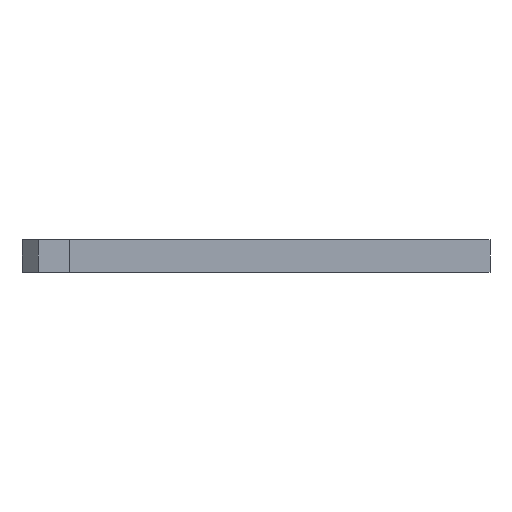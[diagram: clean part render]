
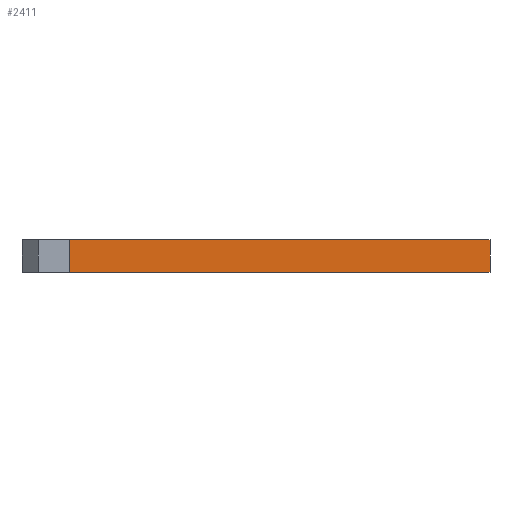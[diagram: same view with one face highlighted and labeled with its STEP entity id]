
A CAD part, front view. The second image highlights one B-rep face of the part: STEP entity #2411.
In plain terms, the highlighted planar face has unit normal (0, -1, 0).
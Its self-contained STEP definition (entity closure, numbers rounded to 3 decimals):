
#133=PLANE('',#2606);
#262=FACE_OUTER_BOUND('',#389,.T.);
#389=EDGE_LOOP('',(#2230,#2231,#2232,#2233));
#526=LINE('',#3597,#807);
#679=LINE('',#3939,#960);
#680=LINE('',#3942,#961);
#681=LINE('',#3943,#962);
#807=VECTOR('',#2899,10.);
#960=VECTOR('',#3244,10.);
#961=VECTOR('',#3247,10.);
#962=VECTOR('',#3248,10.);
#1150=VERTEX_POINT('',#3594);
#1151=VERTEX_POINT('',#3596);
#1244=VERTEX_POINT('',#3937);
#1245=VERTEX_POINT('',#3941);
#1418=EDGE_CURVE('',#1150,#1151,#526,.T.);
#1587=EDGE_CURVE('',#1150,#1244,#679,.T.);
#1588=EDGE_CURVE('',#1245,#1244,#680,.T.);
#1589=EDGE_CURVE('',#1151,#1245,#681,.T.);
#2230=ORIENTED_EDGE('',*,*,#1587,.T.);
#2231=ORIENTED_EDGE('',*,*,#1588,.F.);
#2232=ORIENTED_EDGE('',*,*,#1589,.F.);
#2233=ORIENTED_EDGE('',*,*,#1418,.F.);
#2411=ADVANCED_FACE('',(#262),#133,.T.);
#2606=AXIS2_PLACEMENT_3D('',#3940,#3245,#3246);
#2899=DIRECTION('',(-1.,0.,0.));
#3244=DIRECTION('',(0.,0.,1.));
#3245=DIRECTION('center_axis',(0.,-1.,0.));
#3246=DIRECTION('ref_axis',(1.,0.,0.));
#3247=DIRECTION('',(1.,0.,0.));
#3248=DIRECTION('',(0.,0.,1.));
#3594=CARTESIAN_POINT('',(115.1,-89.7,-6.));
#3596=CARTESIAN_POINT('',(-0.3,-89.7,-6.));
#3597=CARTESIAN_POINT('',(-0.3,-89.7,-6.));
#3937=CARTESIAN_POINT('',(115.1,-89.7,3.));
#3939=CARTESIAN_POINT('',(115.1,-89.7,0.));
#3940=CARTESIAN_POINT('Origin',(-0.3,-89.7,0.));
#3941=CARTESIAN_POINT('',(-0.3,-89.7,3.));
#3942=CARTESIAN_POINT('',(-0.3,-89.7,3.));
#3943=CARTESIAN_POINT('',(-0.3,-89.7,0.));
